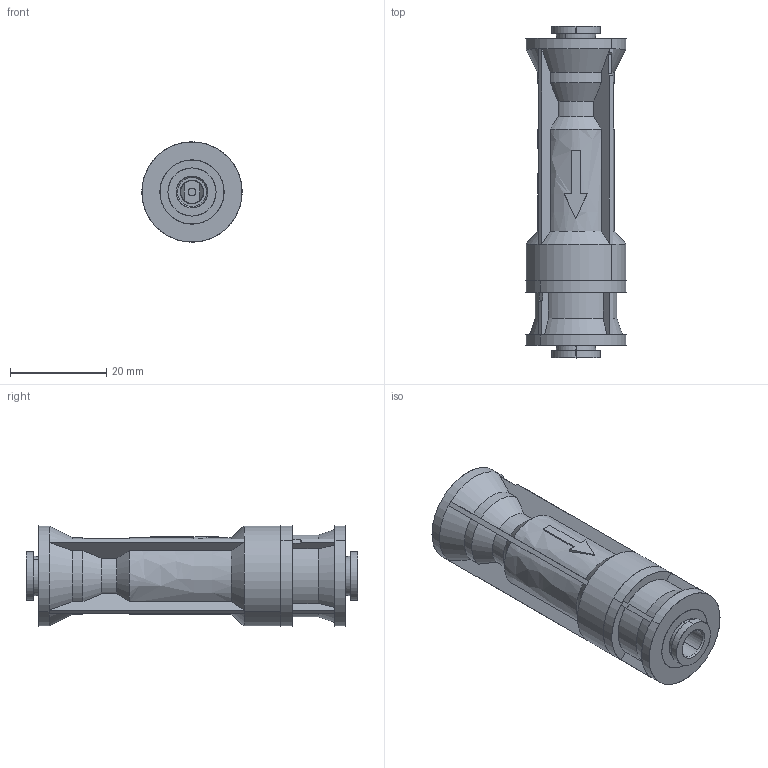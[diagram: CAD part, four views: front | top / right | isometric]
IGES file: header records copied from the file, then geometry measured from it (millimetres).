
Start section: SolidWorks IGES file using analytic representation for surfaces
Global section: file name: E-M-PE-4E4E-NY-B-65.IGS; native system: SolidWorks 2013; preprocessor: SolidWorks 2013; author: TTsang; date: 131111.165159; units: inch
Bounding box: 20.88 x 69.09 x 20.88 mm (x, y, z)
Surface area: 11791.1 mm2 (no closed solid volume)
Topology: 0 solids, 0 shells, 260 faces, 3793 edges, 3793 vertices
Faces by surface type: bspline 146, revolution 114
